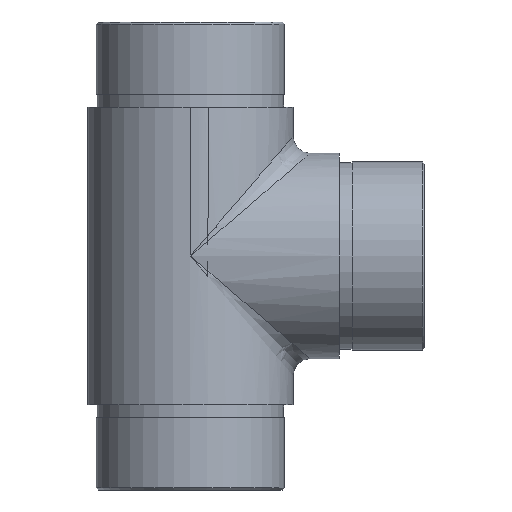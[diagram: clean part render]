
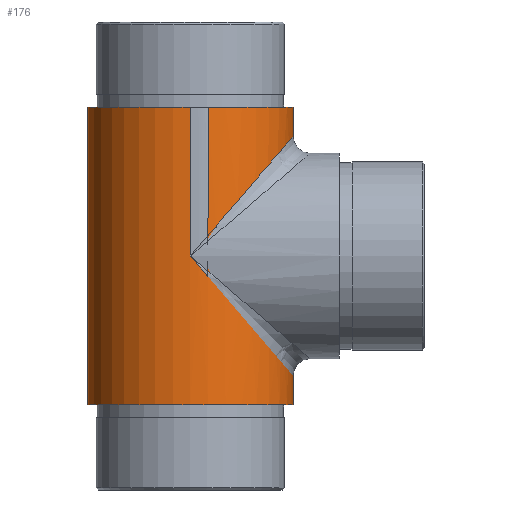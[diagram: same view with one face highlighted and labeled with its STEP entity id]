
A CAD part, left-side view. The second image highlights one B-rep face of the part: STEP entity #176.
In plain terms, the highlighted cylindrical face has radius 24.15 mm (diameter 48.3 mm), a full revolution.
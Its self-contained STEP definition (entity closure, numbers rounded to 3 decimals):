
#86 = CARTESIAN_POINT ( 'NONE',  ( -24.15, 6.7, -56.3 ) ) ;
#176 = ADVANCED_FACE ( 'NONE', ( #11151, #3562, #2382 ), #2672, .T. ) ;
#224 = EDGE_CURVE ( 'NONE', #8401, #4652, #1127, .T. ) ;
#350 = CARTESIAN_POINT ( 'NONE',  ( 24.15, 55., -35. ) ) ;
#815 = CIRCLE ( 'NONE', #1740, 24.15 ) ;
#821 = EDGE_LOOP ( 'NONE', ( #11702, #2871 ) ) ;
#1127 =( BOUNDED_CURVE ( )  B_SPLINE_CURVE ( 3, ( #6315, #11792, #4413, #5386 ),
 .UNSPECIFIED., .F., .F. ) 
 B_SPLINE_CURVE_WITH_KNOTS ( ( 4, 4 ),
 ( 1.571, 4.712 ),
 .UNSPECIFIED. ) 
 CURVE ( )  GEOMETRIC_REPRESENTATION_ITEM ( )  RATIONAL_B_SPLINE_CURVE ( ( 1., 0.333, 0.333, 1. ) ) 
 REPRESENTATION_ITEM ( '' )  );
#1335 = CARTESIAN_POINT ( 'NONE',  ( 0., 55., 35. ) ) ;
#1740 = AXIS2_PLACEMENT_3D ( 'NONE', #5902, #2294, #8690 ) ;
#1835 = CARTESIAN_POINT ( 'NONE',  ( 24.15, 55., 0. ) ) ;
#2277 = ORIENTED_EDGE ( 'NONE', *, *, #8072, .F. ) ;
#2294 = DIRECTION ( 'NONE',  ( 0., 0., 1. ) ) ;
#2382 = FACE_BOUND ( 'NONE', #821, .T. ) ;
#2672 = CYLINDRICAL_SURFACE ( 'NONE', #10801, 24.15 ) ;
#2836 = AXIS2_PLACEMENT_3D ( 'NONE', #10802, #4355, #5217 ) ;
#2871 = ORIENTED_EDGE ( 'NONE', *, *, #6952, .T. ) ;
#3032 = CARTESIAN_POINT ( 'NONE',  ( -24.15, 55., 0. ) ) ;
#3321 = DIRECTION ( 'NONE',  ( 0., 0., -1. ) ) ;
#3562 = FACE_OUTER_BOUND ( 'NONE', #10013, .T. ) ;
#3749 = CARTESIAN_POINT ( 'NONE',  ( 24.15, 6.7, -56.3 ) ) ;
#4136 = CARTESIAN_POINT ( 'NONE',  ( 24.15, 55., 35. ) ) ;
#4355 = DIRECTION ( 'NONE',  ( 0., 0., 1. ) ) ;
#4413 = CARTESIAN_POINT ( 'NONE',  ( 24.15, 6.7, 56.3 ) ) ;
#4652 = VERTEX_POINT ( 'NONE', #5665 ) ;
#5217 = DIRECTION ( 'NONE',  ( 1., 0., 0. ) ) ;
#5386 = CARTESIAN_POINT ( 'NONE',  ( 24.15, 55., 0. ) ) ;
#5665 = CARTESIAN_POINT ( 'NONE',  ( 24.15, 55., 0. ) ) ;
#5902 = CARTESIAN_POINT ( 'NONE',  ( 0., 55., -35. ) ) ;
#6007 = CIRCLE ( 'NONE', #2836, 24.15 ) ;
#6315 = CARTESIAN_POINT ( 'NONE',  ( -24.15, 55., 0. ) ) ;
#6952 = EDGE_CURVE ( 'NONE', #4652, #8401, #9266, .T. ) ;
#7464 = ORIENTED_EDGE ( 'NONE', *, *, #11662, .T. ) ;
#7866 = DIRECTION ( 'NONE',  ( -1., 0., 0. ) ) ;
#8072 = EDGE_CURVE ( 'NONE', #12075, #12075, #6007, .T. ) ;
#8401 = VERTEX_POINT ( 'NONE', #3032 ) ;
#8556 = VERTEX_POINT ( 'NONE', #350 ) ;
#8690 = DIRECTION ( 'NONE',  ( 1., 0., 0. ) ) ;
#9266 =( BOUNDED_CURVE ( )  B_SPLINE_CURVE ( 3, ( #1835, #3749, #86, #11168 ),
 .UNSPECIFIED., .F., .F. ) 
 B_SPLINE_CURVE_WITH_KNOTS ( ( 4, 4 ),
 ( 4.712, 7.854 ),
 .UNSPECIFIED. ) 
 CURVE ( )  GEOMETRIC_REPRESENTATION_ITEM ( )  RATIONAL_B_SPLINE_CURVE ( ( 1., 0.333, 0.333, 1. ) ) 
 REPRESENTATION_ITEM ( '' )  );
#10013 = EDGE_LOOP ( 'NONE', ( #2277 ) ) ;
#10801 = AXIS2_PLACEMENT_3D ( 'NONE', #1335, #3321, #7866 ) ;
#10802 = CARTESIAN_POINT ( 'NONE',  ( 0., 55., 35. ) ) ;
#11151 = FACE_OUTER_BOUND ( 'NONE', #12074, .T. ) ;
#11168 = CARTESIAN_POINT ( 'NONE',  ( -24.15, 55., 0. ) ) ;
#11662 = EDGE_CURVE ( 'NONE', #8556, #8556, #815, .T. ) ;
#11702 = ORIENTED_EDGE ( 'NONE', *, *, #224, .T. ) ;
#11792 = CARTESIAN_POINT ( 'NONE',  ( -24.15, 6.7, 56.3 ) ) ;
#12074 = EDGE_LOOP ( 'NONE', ( #7464 ) ) ;
#12075 = VERTEX_POINT ( 'NONE', #4136 ) ;
